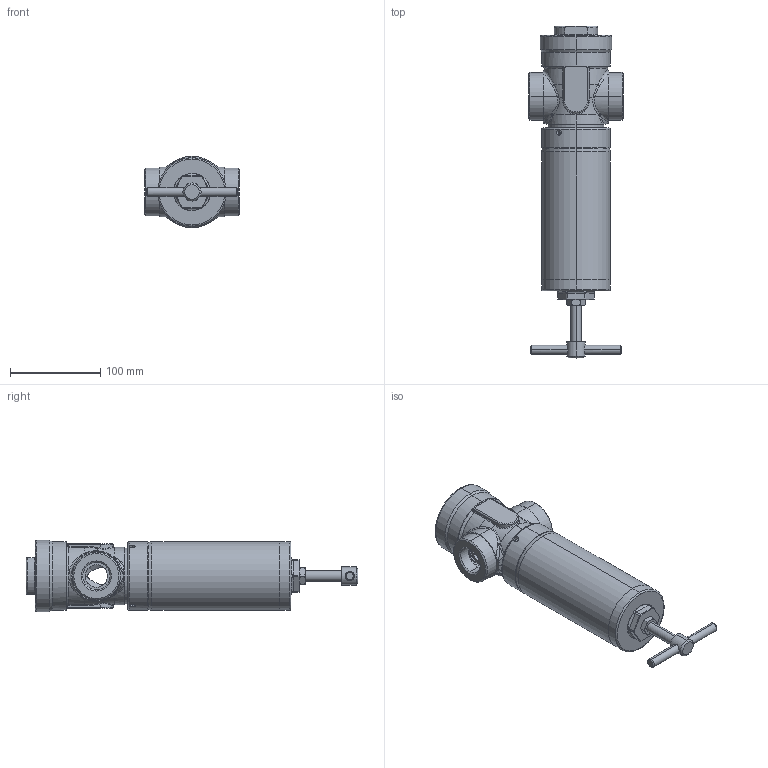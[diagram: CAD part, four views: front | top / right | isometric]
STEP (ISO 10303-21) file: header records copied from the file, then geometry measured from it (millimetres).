
FILE_DESCRIPTION (( 'STEP AP203' ), '1' );
FILE_NAME ('Typ_80-BG_II-G100M.STEP', '2021-03-16T10:20:26', ( '' ), ( '' ), 'SwSTEP 2.0', 'SolidWorks 2016', '' );
FILE_SCHEMA (( 'CONFIG_CONTROL_DESIGN' ));
Length unit declared in the file: millimetre
Products named in the file (1): Typ_80-BG_II-G100M
Bounding box: 105 x 368 x 79 mm (x, y, z)
Volume: 519317.1 mm3; surface area: 183195.1 mm2
Topology: 7 solids, 7 shells, 457 faces, 1025 edges, 588 vertices
Faces by surface type: cylinder 144, cone 114, torus 81, bspline 62, plane 56
Entity records: 16417 total; most frequent: CARTESIAN_POINT 6626, DIRECTION 2059, ORIENTED_EDGE 2026, EDGE_CURVE 1013, AXIS2_PLACEMENT_3D 894, VERTEX_POINT 588, CIRCLE 498, EDGE_LOOP 491
